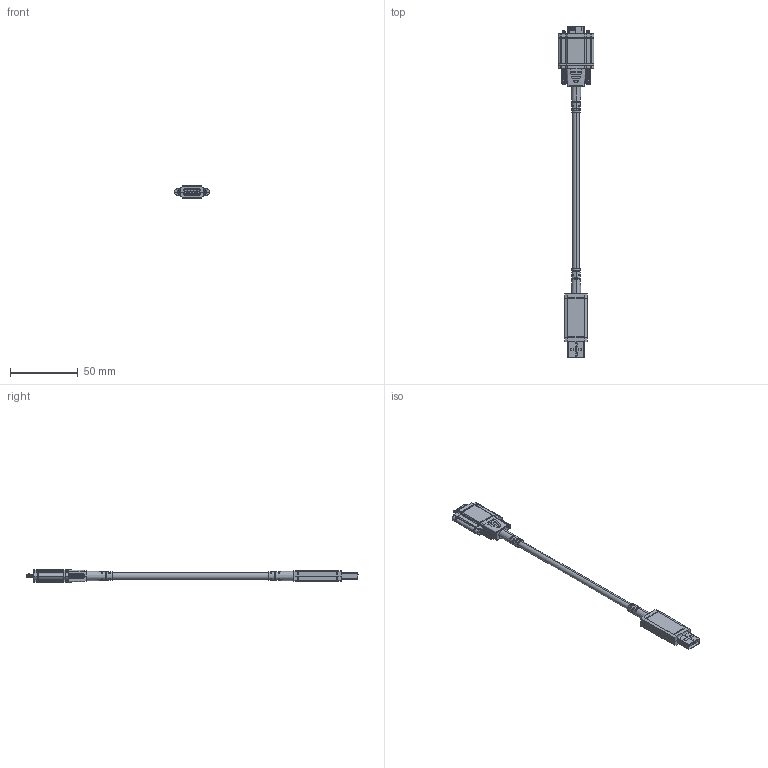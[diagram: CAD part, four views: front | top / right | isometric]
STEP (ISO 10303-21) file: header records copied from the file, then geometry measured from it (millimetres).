
FILE_DESCRIPTION (( 'STEP AP214' ), '1' );
FILE_NAME ('U3A00107.STEP', '2018-05-24T17:03:22', ( '' ), ( '' ), 'SwSTEP 2.0', 'SolidWorks 2017', '' );
FILE_SCHEMA (( 'AUTOMOTIVE_DESIGN' ));
Length unit declared in the file: inch
Products named in the file (13): 1AA05-071-MA1___; 1AA05-071-MA2___; U3A00107-MA2; U3A00107; U3A00107-MA4; U3A00107-MA1; 1AA05-071; 1AA05-072___; U3A00107-MA3; 1AA05-072-MA1___; 1AA05-071-MA3___; 1AA05-072-MA2___; U3A00107-MA5
Assembly tree (14 placements, depth 3):
  U3A00107
    U3A00107-MA1
    U3A00107-MA2
    U3A00107-MA3  x2
    U3A00107-MA4
    1AA05-071
      1AA05-071-MA1___
      1AA05-071-MA2___
      1AA05-071-MA3___
    1AA05-072___
      1AA05-072-MA2___
      1AA05-072-MA1___
    U3A00107-MA5  x2
Bounding box: 26.44 x 244.12 x 9 mm (x, y, z)
Volume: 15015.7 mm3; surface area: 12466.8 mm2
Topology: 16 solids, 16 shells, 2212 faces, 6177 edges, 4030 vertices
Faces by surface type: plane 1206, cylinder 796, bspline 156, cone 30, torus 22, sphere 2
Entity records: 79151 total; most frequent: CARTESIAN_POINT 22509, ORIENTED_EDGE 10960, DIRECTION 9833, EDGE_CURVE 5480, LINE 3825, VECTOR 3825, VERTEX_POINT 3569, AXIS2_PLACEMENT_3D 3004
